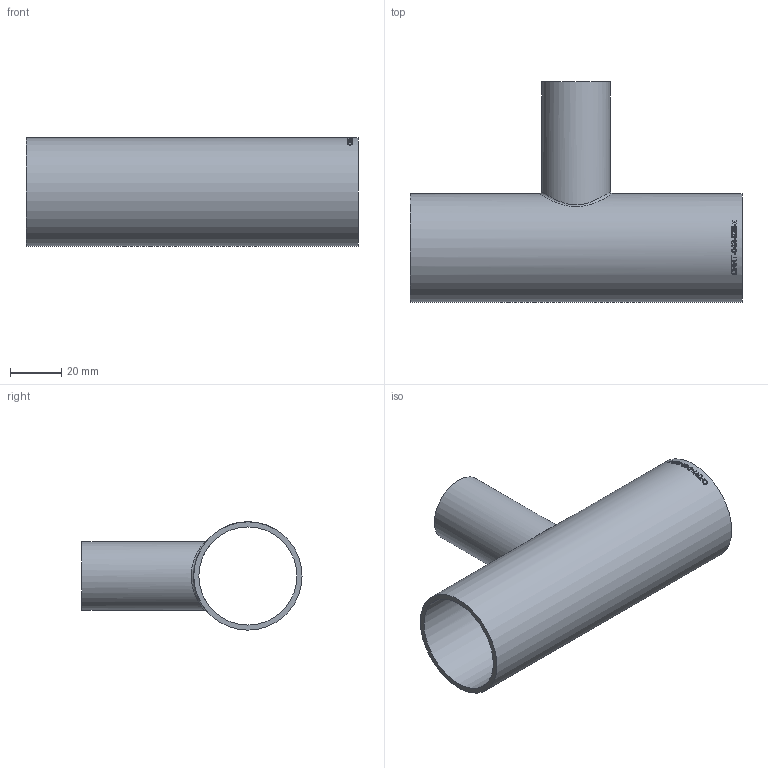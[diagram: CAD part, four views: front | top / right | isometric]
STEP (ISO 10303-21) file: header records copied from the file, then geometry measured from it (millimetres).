
FILE_DESCRIPTION (( 'STEP AP214' ), '1' );
FILE_NAME ('ORRT-042-026-x T-Stück reduziert 2004.STEP', '2020-04-07T13:39:01', ( '' ), ( '' ), 'SwSTEP 2.0', 'SolidWorks 2019', '' );
FILE_SCHEMA (( 'AUTOMOTIVE_DESIGN' ));
Length unit declared in the file: millimetre
Products named in the file (1): ORRT-042-026-x T-Stück reduziert 2004
Bounding box: 130 x 86.2 x 42.4 mm (x, y, z)
Volume: 37898.8 mm3; surface area: 39991 mm2
Topology: 1 solids, 1 shells, 187 faces, 490 edges, 326 vertices
Faces by surface type: bspline 99, plane 63, cylinder 25
Full cylindrical faces by diameter (mm): 23.7 x1, 26.9 x1, 38.4 x1, 42.4 x1
Entity records: 18791 total; most frequent: CARTESIAN_POINT 13125, ORIENTED_EDGE 962, EDGE_CURVE 481, DIRECTION 428, VERTEX_POINT 324, B_SPLINE_CURVE_WITH_KNOTS 309, EDGE_LOOP 219, FACE_OUTER_BOUND 193
